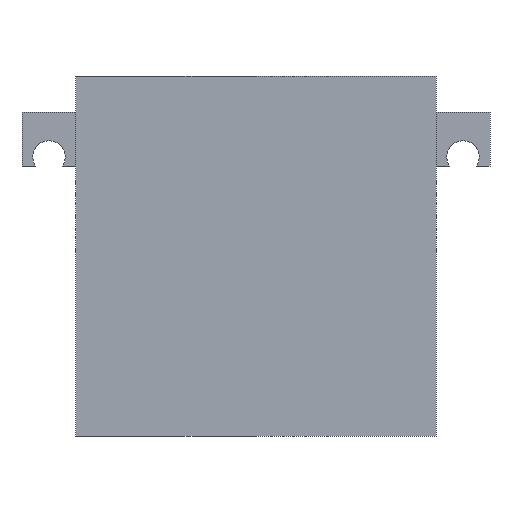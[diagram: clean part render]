
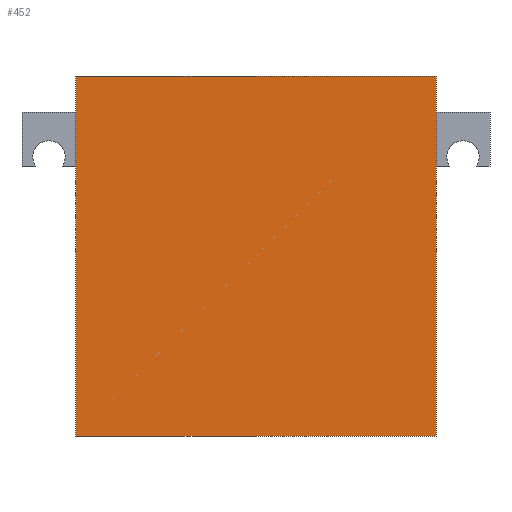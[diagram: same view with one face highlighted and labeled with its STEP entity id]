
A CAD part, left-side view. The second image highlights one B-rep face of the part: STEP entity #452.
In plain terms, the highlighted planar face has unit normal (-1, 0, 0).
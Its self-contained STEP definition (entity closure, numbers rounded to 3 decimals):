
#36=PLANE('',#495);
#61=FACE_OUTER_BOUND('',#87,.T.);
#87=EDGE_LOOP('',(#402,#403,#404,#405));
#141=LINE('',#724,#197);
#142=LINE('',#727,#198);
#143=LINE('',#729,#199);
#144=LINE('',#730,#200);
#197=VECTOR('',#597,10.);
#198=VECTOR('',#600,10.);
#199=VECTOR('',#601,10.);
#200=VECTOR('',#602,10.);
#242=VERTEX_POINT('',#717);
#245=VERTEX_POINT('',#722);
#246=VERTEX_POINT('',#726);
#247=VERTEX_POINT('',#728);
#301=EDGE_CURVE('',#242,#245,#141,.T.);
#302=EDGE_CURVE('',#246,#242,#142,.T.);
#303=EDGE_CURVE('',#247,#245,#143,.T.);
#304=EDGE_CURVE('',#246,#247,#144,.T.);
#402=ORIENTED_EDGE('',*,*,#302,.T.);
#403=ORIENTED_EDGE('',*,*,#301,.T.);
#404=ORIENTED_EDGE('',*,*,#303,.F.);
#405=ORIENTED_EDGE('',*,*,#304,.F.);
#452=ADVANCED_FACE('',(#61),#36,.T.);
#495=AXIS2_PLACEMENT_3D('',#725,#598,#599);
#597=DIRECTION('',(0.,0.,1.));
#598=DIRECTION('center_axis',(-1.,0.,0.));
#599=DIRECTION('ref_axis',(0.,-1.,0.));
#600=DIRECTION('',(0.,-1.,0.));
#601=DIRECTION('',(0.,-1.,0.));
#602=DIRECTION('',(0.,0.,1.));
#717=CARTESIAN_POINT('',(-100.,-50.,0.));
#722=CARTESIAN_POINT('',(-100.,-50.,100.));
#724=CARTESIAN_POINT('',(-100.,-50.,0.));
#725=CARTESIAN_POINT('Origin',(-100.,50.,0.));
#726=CARTESIAN_POINT('',(-100.,50.,0.));
#727=CARTESIAN_POINT('',(-100.,50.,0.));
#728=CARTESIAN_POINT('',(-100.,50.,100.));
#729=CARTESIAN_POINT('',(-100.,50.,100.));
#730=CARTESIAN_POINT('',(-100.,50.,0.));
